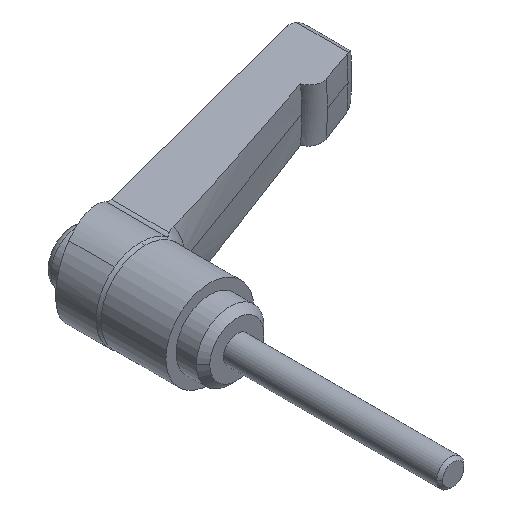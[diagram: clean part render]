
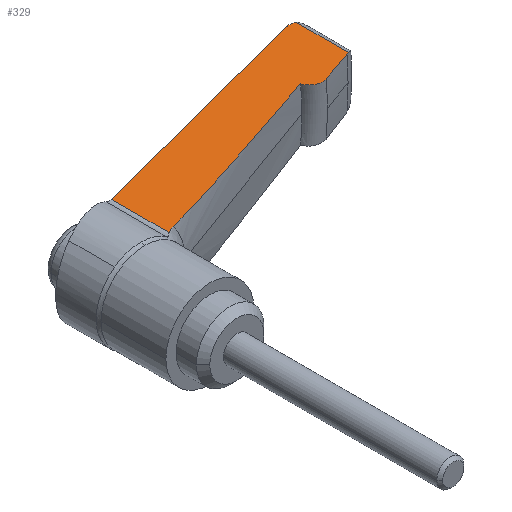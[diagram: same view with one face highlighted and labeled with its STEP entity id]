
A CAD part, isometric view. The second image highlights one B-rep face of the part: STEP entity #329.
In plain terms, the highlighted planar face has unit normal (0.035, 0, 0.999).
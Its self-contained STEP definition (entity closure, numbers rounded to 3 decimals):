
#267 = VERTEX_POINT( '', #755 );
#319 = VERTEX_POINT( '', #810 );
#329 = ADVANCED_FACE( '', ( #820 ), #821, .F. );
#339 = VERTEX_POINT( '', #831 );
#341 = EDGE_CURVE( '', #677, #593, #833, .T. );
#373 = VERTEX_POINT( '', #870 );
#389 = EDGE_CURVE( '', #707, #499, #886, .T. );
#391 = EDGE_CURVE( '', #267, #499, #888, .T. );
#431 = EDGE_CURVE( '', #707, #319, #933, .T. );
#463 = EDGE_CURVE( '', #373, #511, #969, .T. );
#499 = VERTEX_POINT( '', #1006 );
#511 = VERTEX_POINT( '', #1019 );
#593 = VERTEX_POINT( '', #1112 );
#643 = EDGE_CURVE( '', #339, #319, #1171, .T. );
#655 = EDGE_CURVE( '', #593, #339, #1185, .T. );
#675 = EDGE_CURVE( '', #511, #677, #1205, .T. );
#677 = VERTEX_POINT( '', #1207 );
#707 = VERTEX_POINT( '', #1240 );
#727 = EDGE_CURVE( '', #267, #373, #1262, .T. );
#755 = CARTESIAN_POINT( '', ( 42.611, 26.098, 3.662 ) );
#810 = CARTESIAN_POINT( '', ( 4.96, 23.518, 4.977 ) );
#820 = FACE_OUTER_BOUND( '', #1426, .T. );
#821 = PLANE( '', #1427 );
#831 = CARTESIAN_POINT( '', ( 4.96, 14.953, 4.977 ) );
#833 = ( B_SPLINE_CURVE( 2, ( #1447, #1448, #1449 ), .UNSPECIFIED., .F., .F. )B_SPLINE_CURVE_WITH_KNOTS( ( 3, 3 ), ( 0., 30.397 ), .UNSPECIFIED. )RATIONAL_B_SPLINE_CURVE( ( 1., 1.349, 1. ) )BOUNDED_CURVE(  )REPRESENTATION_ITEM( '' )GEOMETRIC_REPRESENTATION_ITEM(  )CURVE(  ) );
#870 = CARTESIAN_POINT( '', ( 42.207, 25.927, 3.677 ) );
#886 = B_SPLINE_CURVE_WITH_KNOTS( '', 3, ( #1527, #1528, #1529, #1530, #1531, #1532, #1533, #1534, #1535, #1536 ), .UNSPECIFIED., .F., .F., ( 4, 2, 2, 2, 4 ), ( 12.59, 12.819, 13.381, 13.941, 14.115 ), .UNSPECIFIED. );
#888 = LINE( '', #1539, #1540 );
#933 = LINE( '', #1626, #1627 );
#969 = ( B_SPLINE_CURVE( 2, ( #1695, #1696, #1697 ), .UNSPECIFIED., .F., .F. )B_SPLINE_CURVE_WITH_KNOTS( ( 3, 3 ), ( 0., 5.151 ), .UNSPECIFIED. )RATIONAL_B_SPLINE_CURVE( ( 1., 1.002, 1. ) )BOUNDED_CURVE(  )REPRESENTATION_ITEM( '' )GEOMETRIC_REPRESENTATION_ITEM(  )CURVE(  ) );
#1006 = CARTESIAN_POINT( '', ( 42.611, 33.919, 3.662 ) );
#1019 = CARTESIAN_POINT( '', ( 37.365, 24.178, 3.846 ) );
#1112 = CARTESIAN_POINT( '', ( 6.056, 15.479, 4.939 ) );
#1171 = LINE( '', #1996, #1997 );
#1185 = B_SPLINE_CURVE_WITH_KNOTS( '', 3, ( #2014, #2015, #2016, #2017, #2018, #2019, #2020, #2021 ), .UNSPECIFIED., .F., .F., ( 4, 2, 2, 4 ), ( 4.101, 4.299, 4.805, 5.256 ), .UNSPECIFIED. );
#1205 = B_SPLINE_CURVE_WITH_KNOTS( '', 3, ( #2055, #2056, #2057, #2058, #2059, #2060, #2061, #2062, #2063, #2064, #2065, #2066, #2067, #2068, #2069, #2070, #2071, #2072, #2073, #2074 ), .UNSPECIFIED., .F., .F., ( 4, 2, 2, 2, 2, 2, 2, 2, 2, 4 ), ( 2.315, 2.601, 2.976, 3.351, 3.726, 4.1, 4.473, 4.844, 5.215, 5.298 ), .UNSPECIFIED. );
#1207 = CARTESIAN_POINT( '', ( 34.777, 25.373, 3.936 ) );
#1240 = CARTESIAN_POINT( '', ( 41.52, 34.002, 3.701 ) );
#1262 = B_SPLINE_CURVE_WITH_KNOTS( '', 3, ( #2154, #2155, #2156, #2157, #2158, #2159 ), .UNSPECIFIED., .F., .F., ( 4, 2, 4 ), ( 4.198, 4.45, 4.626 ), .UNSPECIFIED. );
#1426 = EDGE_LOOP( '', ( #2233, #2234, #2235, #2236, #2237, #2238, #2239, #2240, #2241 ) );
#1427 = AXIS2_PLACEMENT_3D( '', #2242, #2243, #2244 );
#1447 = CARTESIAN_POINT( '', ( 34.777, 25.373, 3.936 ) );
#1448 = CARTESIAN_POINT( '', ( 11.299, 16.916, 4.756 ) );
#1449 = CARTESIAN_POINT( '', ( 6.056, 15.479, 4.939 ) );
#1527 = CARTESIAN_POINT( '', ( 41.004, 33.903, 3.719 ) );
#1528 = CARTESIAN_POINT( '', ( 41.083, 33.925, 3.716 ) );
#1529 = CARTESIAN_POINT( '', ( 41.164, 33.945, 3.713 ) );
#1530 = CARTESIAN_POINT( '', ( 41.446, 34.001, 3.703 ) );
#1531 = CARTESIAN_POINT( '', ( 41.65, 34.019, 3.696 ) );
#1532 = CARTESIAN_POINT( '', ( 42.023, 34.019, 3.683 ) );
#1533 = CARTESIAN_POINT( '', ( 42.227, 34.001, 3.676 ) );
#1534 = CARTESIAN_POINT( '', ( 42.489, 33.949, 3.667 ) );
#1535 = CARTESIAN_POINT( '', ( 42.55, 33.935, 3.665 ) );
#1536 = CARTESIAN_POINT( '', ( 42.611, 33.919, 3.662 ) );
#1539 = CARTESIAN_POINT( '', ( 42.611, 0., 3.662 ) );
#1540 = VECTOR( '', #2318, 1. );
#1626 = CARTESIAN_POINT( '', ( -4.505, 20.804, 5.308 ) );
#1627 = VECTOR( '', #2382, 1. );
#1695 = CARTESIAN_POINT( '', ( 42.207, 25.927, 3.677 ) );
#1696 = CARTESIAN_POINT( '', ( 39.641, 24.999, 3.766 ) );
#1697 = CARTESIAN_POINT( '', ( 37.365, 24.178, 3.846 ) );
#1996 = CARTESIAN_POINT( '', ( 4.96, 0., 4.977 ) );
#1997 = VECTOR( '', #2677, 1. );
#2014 = CARTESIAN_POINT( '', ( 6.056, 15.479, 4.939 ) );
#2015 = CARTESIAN_POINT( '', ( 5.989, 15.461, 4.941 ) );
#2016 = CARTESIAN_POINT( '', ( 5.924, 15.44, 4.944 ) );
#2017 = CARTESIAN_POINT( '', ( 5.701, 15.365, 4.951 ) );
#2018 = CARTESIAN_POINT( '', ( 5.53, 15.294, 4.957 ) );
#2019 = CARTESIAN_POINT( '', ( 5.222, 15.132, 4.968 ) );
#2020 = CARTESIAN_POINT( '', ( 5.083, 15.044, 4.973 ) );
#2021 = CARTESIAN_POINT( '', ( 4.96, 14.953, 4.977 ) );
#2055 = CARTESIAN_POINT( '', ( 37.365, 24.178, 3.846 ) );
#2056 = CARTESIAN_POINT( '', ( 37.272, 24.144, 3.849 ) );
#2057 = CARTESIAN_POINT( '', ( 37.172, 24.116, 3.852 ) );
#2058 = CARTESIAN_POINT( '', ( 36.936, 24.069, 3.861 ) );
#2059 = CARTESIAN_POINT( '', ( 36.8, 24.057, 3.865 ) );
#2060 = CARTESIAN_POINT( '', ( 36.55, 24.057, 3.874 ) );
#2061 = CARTESIAN_POINT( '', ( 36.413, 24.069, 3.879 ) );
#2062 = CARTESIAN_POINT( '', ( 36.146, 24.122, 3.888 ) );
#2063 = CARTESIAN_POINT( '', ( 36.015, 24.163, 3.893 ) );
#2064 = CARTESIAN_POINT( '', ( 35.784, 24.258, 3.901 ) );
#2065 = CARTESIAN_POINT( '', ( 35.663, 24.321, 3.905 ) );
#2066 = CARTESIAN_POINT( '', ( 35.437, 24.471, 3.913 ) );
#2067 = CARTESIAN_POINT( '', ( 35.332, 24.558, 3.917 ) );
#2068 = CARTESIAN_POINT( '', ( 35.156, 24.733, 3.923 ) );
#2069 = CARTESIAN_POINT( '', ( 35.069, 24.837, 3.926 ) );
#2070 = CARTESIAN_POINT( '', ( 34.919, 25.061, 3.931 ) );
#2071 = CARTESIAN_POINT( '', ( 34.855, 25.181, 3.933 ) );
#2072 = CARTESIAN_POINT( '', ( 34.797, 25.32, 3.935 ) );
#2073 = CARTESIAN_POINT( '', ( 34.787, 25.346, 3.936 ) );
#2074 = CARTESIAN_POINT( '', ( 34.777, 25.373, 3.936 ) );
#2154 = CARTESIAN_POINT( '', ( 42.611, 26.098, 3.662 ) );
#2155 = CARTESIAN_POINT( '', ( 42.532, 26.059, 3.665 ) );
#2156 = CARTESIAN_POINT( '', ( 42.453, 26.024, 3.668 ) );
#2157 = CARTESIAN_POINT( '', ( 42.321, 25.969, 3.673 ) );
#2158 = CARTESIAN_POINT( '', ( 42.265, 25.947, 3.675 ) );
#2159 = CARTESIAN_POINT( '', ( 42.207, 25.927, 3.677 ) );
#2233 = ORIENTED_EDGE( '', *, *, #431, .T. );
#2234 = ORIENTED_EDGE( '', *, *, #643, .F. );
#2235 = ORIENTED_EDGE( '', *, *, #655, .F. );
#2236 = ORIENTED_EDGE( '', *, *, #341, .F. );
#2237 = ORIENTED_EDGE( '', *, *, #675, .F. );
#2238 = ORIENTED_EDGE( '', *, *, #463, .F. );
#2239 = ORIENTED_EDGE( '', *, *, #727, .F. );
#2240 = ORIENTED_EDGE( '', *, *, #391, .T. );
#2241 = ORIENTED_EDGE( '', *, *, #389, .F. );
#2242 = CARTESIAN_POINT( '', ( 4.96, 0., 4.977 ) );
#2243 = DIRECTION( '', ( -0.035, 0., -0.999 ) );
#2244 = DIRECTION( '', ( -0.999, 0., 0.035 ) );
#2318 = DIRECTION( '', ( 0., 1., 0. ) );
#2382 = DIRECTION( '', ( -0.961, -0.275, 0.034 ) );
#2677 = DIRECTION( '', ( 0., 1., 0. ) );
